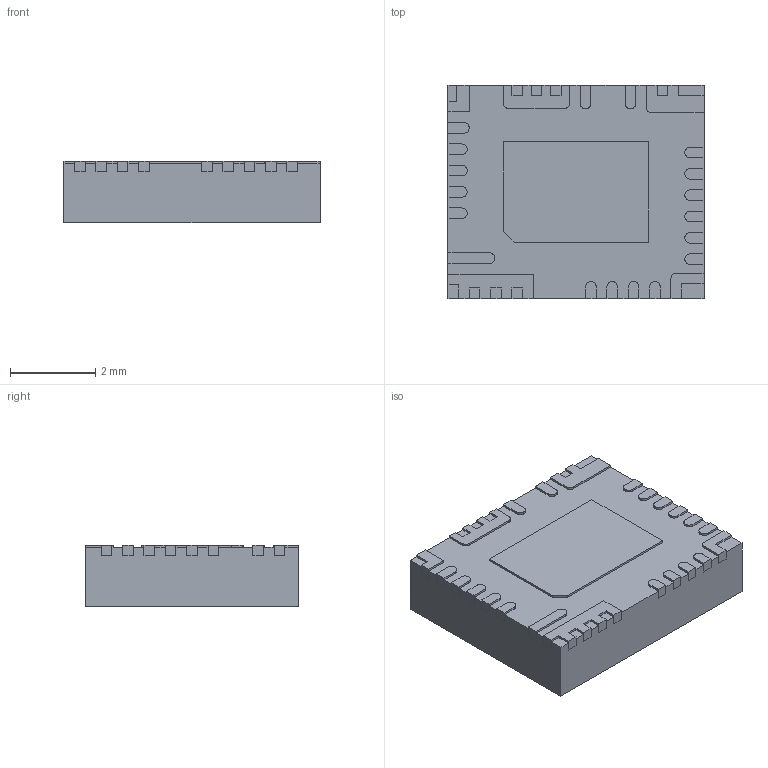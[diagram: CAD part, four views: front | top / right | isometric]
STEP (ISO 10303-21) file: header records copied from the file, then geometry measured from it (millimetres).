
FILE_DESCRIPTION(/* description */ (''),/* implementation_level */ '2;1');
FILE_NAME(/* name */ 'tps1689.stp',/* time_stamp */ '2025-05-10T22:51:05+03:00',/* author */ (''),/* organization */ (''),/* preprocessor_version */ 'ST-DEVELOPER v16',/* originating_system */ 'SIEMENS PLM Software NX 11.0',/* authorisation */ '');
FILE_SCHEMA (('AUTOMOTIVE_DESIGN { 1 0 10303 214 3 1 1 1 }'));
Length unit declared in the file: millimetre
Products named in the file (1): model1
Bounding box: 6 x 5 x 1.45 mm (x, y, z)
Volume: 42.6 mm3; surface area: 138.9 mm2
Topology: 25 solids, 25 shells, 329 faces, 834 edges, 556 vertices
Faces by surface type: plane 285, cylinder 44
Entity records: 9921 total; most frequent: CARTESIAN_POINT 1720, ORIENTED_EDGE 1668, DIRECTION 1582, EDGE_CURVE 834, LINE 746, VECTOR 746, VERTEX_POINT 556, AXIS2_PLACEMENT_3D 418
